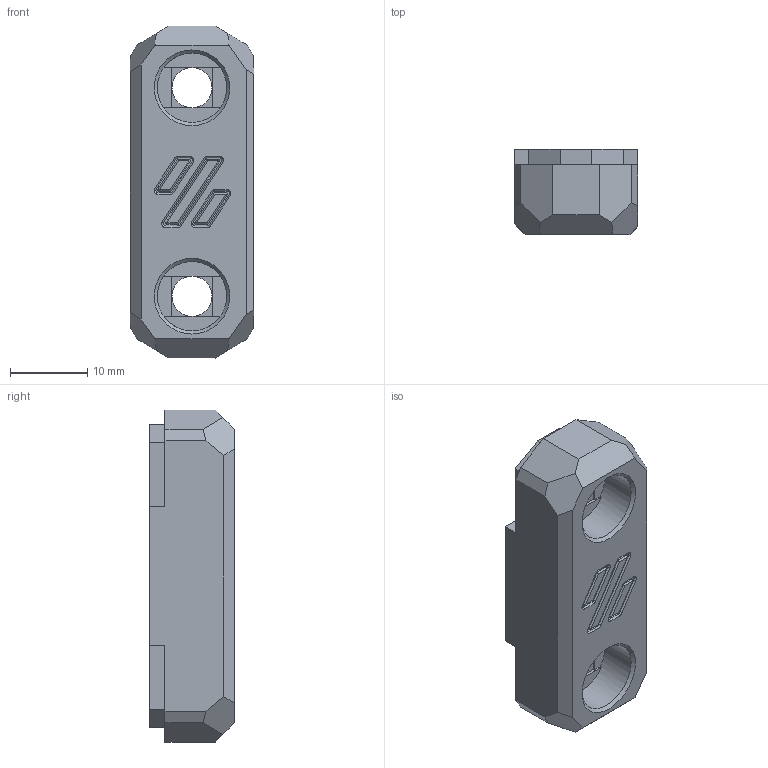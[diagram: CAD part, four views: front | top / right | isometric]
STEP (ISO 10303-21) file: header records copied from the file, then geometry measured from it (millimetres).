
FILE_DESCRIPTION(/* description */ (''),/* implementation_level */ '2;1');
FILE_NAME(/* name */ 'RGBFI-Trident.step',/* time_stamp */ '2023-10-19T01:57:35-04:00',/* author */ (''),/* organization */ (''),/* preprocessor_version */ 'ST-DEVELOPER v20',/* originating_system */ 'Autodesk Translation Framework v12.14.0.127',/* authorisation */ '');
FILE_SCHEMA (('AUTOMOTIVE_DESIGN { 1 0 10303 214 3 1 1 }'));
Length unit declared in the file: millimetre
Products named in the file (4): V2_Trident_Front_Cover:2 (1); LED Carrier (1); rgbw_led_pcb (1); Diffuser
Assembly tree (3 placements, depth 3):
  V2_Trident_Front_Cover:2 (1)
    LED Carrier (1)
      rgbw_led_pcb (1)
    Diffuser
Bounding box: 16 x 11 x 43 mm (x, y, z)
Volume: 5326.8 mm3; surface area: 4591 mm2
Topology: 4 solids, 4 shells, 337 faces, 879 edges, 556 vertices
Faces by surface type: plane 231, cylinder 76, cone 30
Full cylindrical faces by diameter (mm): 3.8 x1, 5.2 x2, 9 x2, 9.5 x1
Entity records: 10448 total; most frequent: CARTESIAN_POINT 1773, DIRECTION 1761, ORIENTED_EDGE 1746, EDGE_CURVE 873, LINE 673, VECTOR 673, VERTEX_POINT 556, AXIS2_PLACEMENT_3D 544
